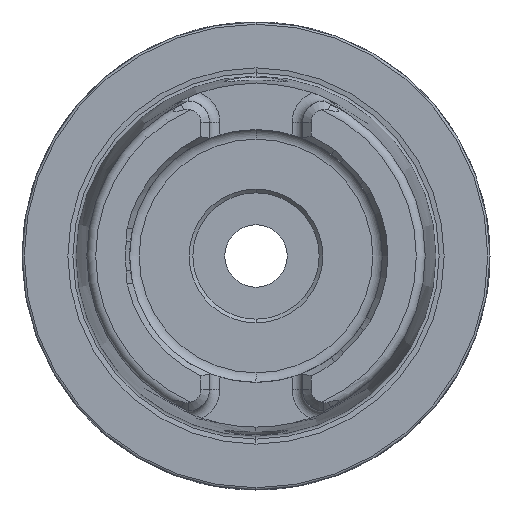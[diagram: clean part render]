
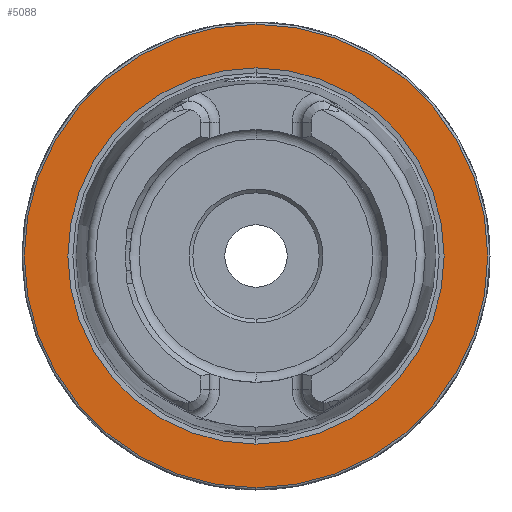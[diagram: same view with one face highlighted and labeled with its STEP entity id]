
A CAD part, left-side view. The second image highlights one B-rep face of the part: STEP entity #5088.
In plain terms, the highlighted planar face has unit normal (-1, 0, 0).
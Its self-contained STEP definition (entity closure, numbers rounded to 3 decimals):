
#78 = ORIENTED_EDGE ( 'NONE', *, *, #408, .T. ) ;
#90 = CIRCLE ( 'NONE', #6900, 25.324 ) ;
#362 = VERTEX_POINT ( 'NONE', #1140 ) ;
#408 = EDGE_CURVE ( 'NONE', #8043, #8390, #7100, .T. ) ;
#494 = DIRECTION ( 'NONE',  ( 0., 0., 1. ) ) ;
#578 = CARTESIAN_POINT ( 'NONE',  ( 0., 0., 0. ) ) ;
#1140 = CARTESIAN_POINT ( 'NONE',  ( 0., 0., -25.324 ) ) ;
#1266 = DIRECTION ( 'NONE',  ( -1., 0., 0. ) ) ;
#1290 = CARTESIAN_POINT ( 'NONE',  ( 0., 0., 0. ) ) ;
#1861 = DIRECTION ( 'NONE',  ( 1., 0., 0. ) ) ;
#1928 = CARTESIAN_POINT ( 'NONE',  ( 0., 0., 0. ) ) ;
#2007 = DIRECTION ( 'NONE',  ( 0., 0., -1. ) ) ;
#2125 = VERTEX_POINT ( 'NONE', #8425 ) ;
#2629 = EDGE_LOOP ( 'NONE', ( #78, #6957 ) ) ;
#3434 = EDGE_LOOP ( 'NONE', ( #8405, #4628 ) ) ;
#3876 = CIRCLE ( 'NONE', #8713, 31.2 ) ;
#4020 = DIRECTION ( 'NONE',  ( 0., 0., 1. ) ) ;
#4193 = DIRECTION ( 'NONE',  ( 0., 0., 1. ) ) ;
#4205 = CARTESIAN_POINT ( 'NONE',  ( 0., 0., 0. ) ) ;
#4579 = EDGE_CURVE ( 'NONE', #362, #2125, #90, .T. ) ;
#4628 = ORIENTED_EDGE ( 'NONE', *, *, #4579, .F. ) ;
#4674 = CARTESIAN_POINT ( 'NONE',  ( 0., 31.2, 0. ) ) ;
#4888 = DIRECTION ( 'NONE',  ( 0., 0., 1. ) ) ;
#4995 = CARTESIAN_POINT ( 'NONE',  ( 0., 0., 31.2 ) ) ;
#5088 = ADVANCED_FACE ( 'NONE', ( #7844, #5408 ), #5393, .F. ) ;
#5393 = PLANE ( 'NONE',  #5910 ) ;
#5408 = FACE_OUTER_BOUND ( 'NONE', #2629, .T. ) ;
#5669 = DIRECTION ( 'NONE',  ( -1., 0., 0. ) ) ;
#5910 = AXIS2_PLACEMENT_3D ( 'NONE', #4674, #1861, #2007 ) ;
#6081 = DIRECTION ( 'NONE',  ( -1., 0., 0. ) ) ;
#6349 = AXIS2_PLACEMENT_3D ( 'NONE', #1928, #6081, #4020 ) ;
#6481 = CIRCLE ( 'NONE', #6349, 25.324 ) ;
#6900 = AXIS2_PLACEMENT_3D ( 'NONE', #578, #5669, #4193 ) ;
#6957 = ORIENTED_EDGE ( 'NONE', *, *, #8798, .T. ) ;
#7100 = CIRCLE ( 'NONE', #8317, 31.2 ) ;
#7115 = CARTESIAN_POINT ( 'NONE',  ( 0., 0., -31.2 ) ) ;
#7844 = FACE_BOUND ( 'NONE', #3434, .T. ) ;
#8043 = VERTEX_POINT ( 'NONE', #4995 ) ;
#8317 = AXIS2_PLACEMENT_3D ( 'NONE', #1290, #1266, #494 ) ;
#8390 = VERTEX_POINT ( 'NONE', #7115 ) ;
#8405 = ORIENTED_EDGE ( 'NONE', *, *, #8691, .F. ) ;
#8425 = CARTESIAN_POINT ( 'NONE',  ( 0., 0., 25.324 ) ) ;
#8691 = EDGE_CURVE ( 'NONE', #2125, #362, #6481, .T. ) ;
#8713 = AXIS2_PLACEMENT_3D ( 'NONE', #4205, #9083, #4888 ) ;
#8798 = EDGE_CURVE ( 'NONE', #8390, #8043, #3876, .T. ) ;
#9083 = DIRECTION ( 'NONE',  ( -1., 0., 0. ) ) ;
